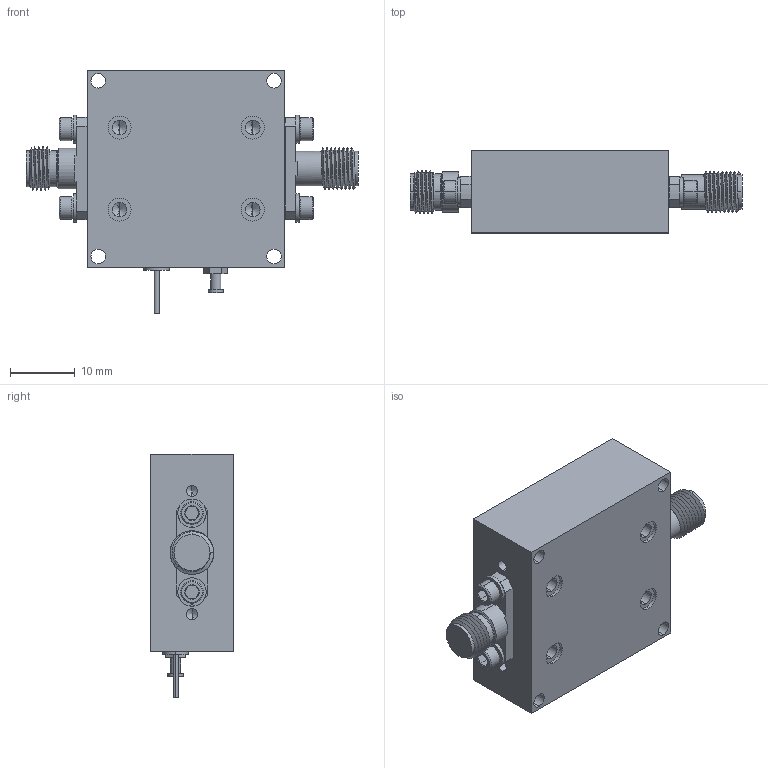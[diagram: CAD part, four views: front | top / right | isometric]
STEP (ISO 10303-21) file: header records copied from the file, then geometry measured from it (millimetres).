
FILE_DESCRIPTION (( 'STEP AP203' ), '1' );
FILE_NAME ('SFA-363533417-VFSF-S1.STEP', '2018-03-14T23:59:03', ( '' ), ( '' ), 'SwSTEP 2.0', 'SolidWorks 2016', '' );
FILE_SCHEMA (( 'CONFIG_CONTROL_DESIGN' ));
Length unit declared in the file: inch
Products named in the file (1): SFA-363533417-VFSF-S1
Bounding box: 51.33 x 12.7 x 37.72 mm (x, y, z)
Volume: 12232.6 mm3; surface area: 5246.6 mm2
Topology: 1 solids, 2 shells, 328 faces, 802 edges, 480 vertices
Faces by surface type: cylinder 120, plane 110, cone 74, bspline 22, torus 2
Entity records: 17774 total; most frequent: CARTESIAN_POINT 10323, ORIENTED_EDGE 1556, DIRECTION 1528, EDGE_CURVE 778, AXIS2_PLACEMENT_3D 595, VERTEX_POINT 480, EDGE_LOOP 378, LINE 338
